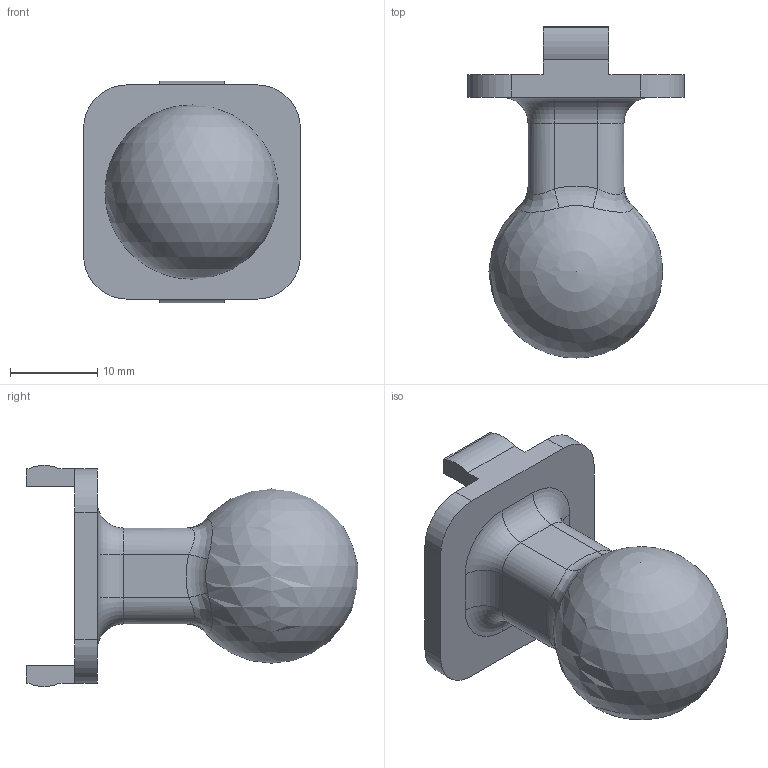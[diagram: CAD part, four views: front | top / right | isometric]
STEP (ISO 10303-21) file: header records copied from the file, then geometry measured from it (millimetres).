
FILE_DESCRIPTION(/* description */ (''),/* implementation_level */ '2;1');
FILE_NAME(/* name */ 'cudlik do auta v1.step',/* time_stamp */ '2022-06-10T12:08:01+02:00',/* author */ (''),/* organization */ (''),/* preprocessor_version */ 'ST-DEVELOPER v19',/* originating_system */ 'Autodesk Translation Framework v11.7.0.108',/* authorisation */ '');
FILE_SCHEMA (('AUTOMOTIVE_DESIGN { 1 0 10303 214 3 1 1 }'));
Length unit declared in the file: millimetre
Products named in the file (1): cudlik do auta
Bounding box: 24.9 x 38.09 x 25.37 mm (x, y, z)
Volume: 7224.1 mm3; surface area: 3065.6 mm2
Topology: 1 solids, 1 shells, 47 faces, 119 edges, 74 vertices
Faces by surface type: plane 20, cylinder 14, torus 8, bspline 4, sphere 1
Entity records: 1537 total; most frequent: CARTESIAN_POINT 371, DIRECTION 242, ORIENTED_EDGE 234, EDGE_CURVE 117, AXIS2_PLACEMENT_3D 89, VERTEX_POINT 74, LINE 64, VECTOR 64
